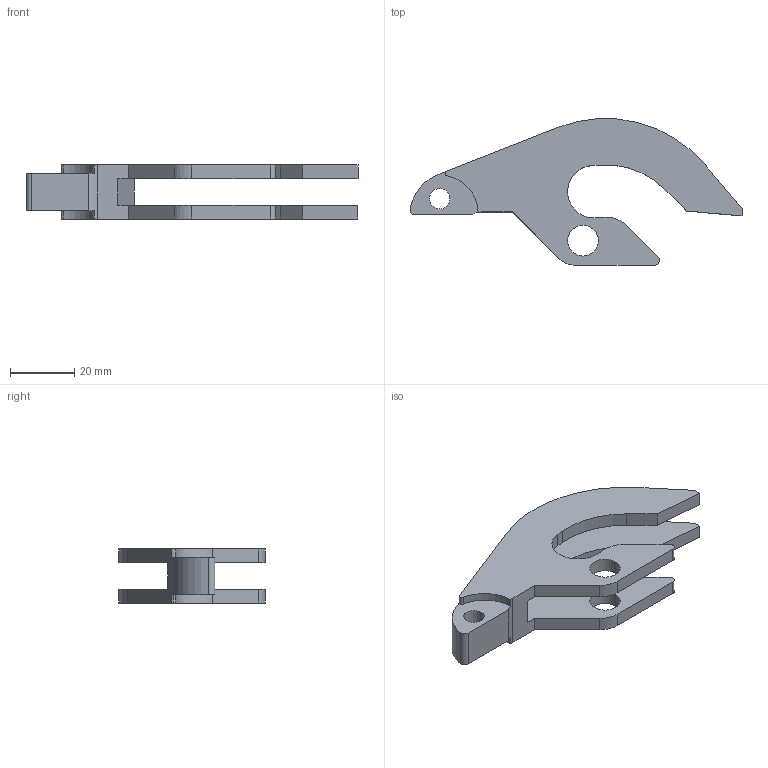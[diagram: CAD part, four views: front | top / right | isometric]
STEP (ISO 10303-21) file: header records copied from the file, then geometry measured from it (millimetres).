
FILE_DESCRIPTION (( 'STEP AP214' ), '1' );
FILE_NAME ('T02 EJER02 Arm2.STEP', '2022-08-25T01:02:22', ( '' ), ( '' ), 'SwSTEP 2.0', 'SolidWorks 2022', '' );
FILE_SCHEMA (( 'AUTOMOTIVE_DESIGN' ));
Length unit declared in the file: millimetre
Products named in the file (1): T02 EJER02 Arm2
Bounding box: 103 x 45.45 x 16.81 mm (x, y, z)
Volume: 19796.5 mm3; surface area: 11276.8 mm2
Topology: 1 solids, 1 shells, 57 faces, 165 edges, 110 vertices
Faces by surface type: plane 29, cylinder 28
Entity records: 1943 total; most frequent: DIRECTION 339, CARTESIAN_POINT 333, ORIENTED_EDGE 330, EDGE_CURVE 165, AXIS2_PLACEMENT_3D 116, VERTEX_POINT 110, VECTOR 107, LINE 107
